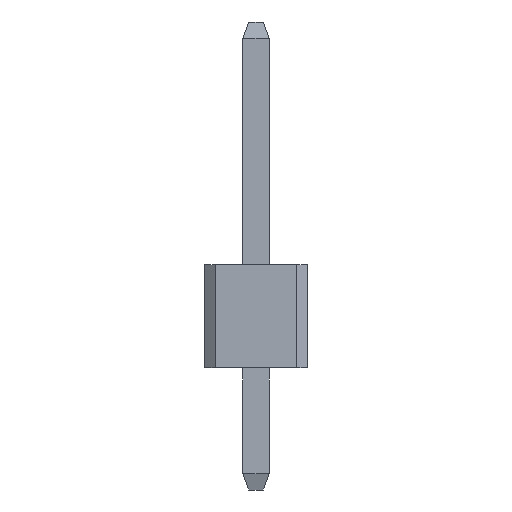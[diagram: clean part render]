
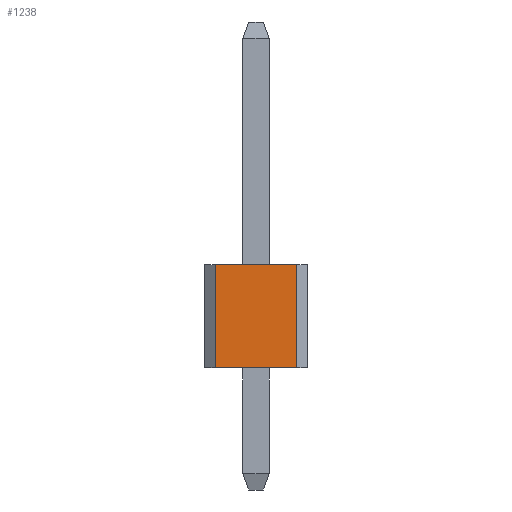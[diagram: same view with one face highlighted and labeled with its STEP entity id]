
A CAD part, front view. The second image highlights one B-rep face of the part: STEP entity #1238.
In plain terms, the highlighted planar face has unit normal (0, -1, 0).
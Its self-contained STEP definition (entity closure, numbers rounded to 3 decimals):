
#20 = CARTESIAN_POINT ( 'NONE',  ( 1., -1.27, 5.54 ) ) ;
#35 = CARTESIAN_POINT ( 'NONE',  ( -1., -1.27, 3. ) ) ;
#61 = CARTESIAN_POINT ( 'NONE',  ( -1., -1.27, 5.54 ) ) ;
#165 = VERTEX_POINT ( 'NONE', #862 ) ;
#175 = VECTOR ( 'NONE', #373, 1000. ) ;
#183 = DIRECTION ( 'NONE',  ( -1., 0., 0. ) ) ;
#227 = VERTEX_POINT ( 'NONE', #20 ) ;
#252 = CARTESIAN_POINT ( 'NONE',  ( 1., -1.27, 5.54 ) ) ;
#304 = CARTESIAN_POINT ( 'NONE',  ( -1., -1.27, 5.54 ) ) ;
#373 = DIRECTION ( 'NONE',  ( 0., 0., -1. ) ) ;
#396 = ORIENTED_EDGE ( 'NONE', *, *, #707, .F. ) ;
#464 = VECTOR ( 'NONE', #992, 1000. ) ;
#493 = LINE ( 'NONE', #501, #557 ) ;
#501 = CARTESIAN_POINT ( 'NONE',  ( -1., -1.27, 3. ) ) ;
#557 = VECTOR ( 'NONE', #1024, 1000. ) ;
#596 = LINE ( 'NONE', #702, #175 ) ;
#621 = PLANE ( 'NONE',  #854 ) ;
#637 = DIRECTION ( 'NONE',  ( 0., -1., 0. ) ) ;
#697 = FACE_OUTER_BOUND ( 'NONE', #749, .T. ) ;
#702 = CARTESIAN_POINT ( 'NONE',  ( -1., -1.27, 5.54 ) ) ;
#707 = EDGE_CURVE ( 'NONE', #165, #1060, #493, .T. ) ;
#718 = VECTOR ( 'NONE', #183, 1000. ) ;
#742 = EDGE_CURVE ( 'NONE', #1092, #1060, #596, .T. ) ;
#749 = EDGE_LOOP ( 'NONE', ( #396, #837, #1029, #1415 ) ) ;
#800 = LINE ( 'NONE', #919, #718 ) ;
#837 = ORIENTED_EDGE ( 'NONE', *, *, #972, .F. ) ;
#854 = AXIS2_PLACEMENT_3D ( 'NONE', #304, #637, #1077 ) ;
#862 = CARTESIAN_POINT ( 'NONE',  ( 1., -1.27, 3. ) ) ;
#919 = CARTESIAN_POINT ( 'NONE',  ( -1., -1.27, 5.54 ) ) ;
#972 = EDGE_CURVE ( 'NONE', #227, #165, #1015, .T. ) ;
#992 = DIRECTION ( 'NONE',  ( 0., 0., -1. ) ) ;
#1015 = LINE ( 'NONE', #252, #464 ) ;
#1024 = DIRECTION ( 'NONE',  ( -1., 0., 0. ) ) ;
#1029 = ORIENTED_EDGE ( 'NONE', *, *, #1187, .T. ) ;
#1060 = VERTEX_POINT ( 'NONE', #35 ) ;
#1077 = DIRECTION ( 'NONE',  ( 0., 0., -1. ) ) ;
#1092 = VERTEX_POINT ( 'NONE', #61 ) ;
#1187 = EDGE_CURVE ( 'NONE', #227, #1092, #800, .T. ) ;
#1238 = ADVANCED_FACE ( 'NONE', ( #697 ), #621, .T. ) ;
#1415 = ORIENTED_EDGE ( 'NONE', *, *, #742, .T. ) ;
